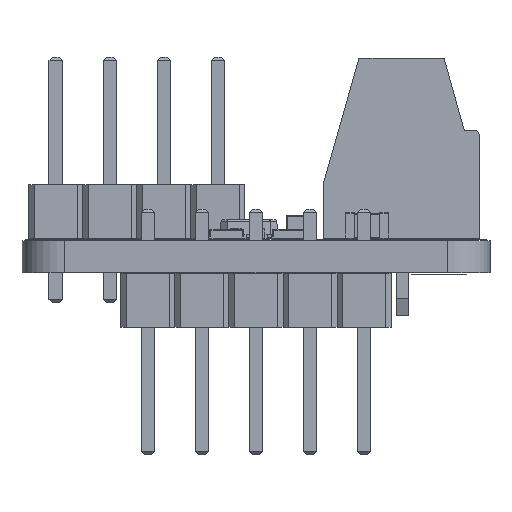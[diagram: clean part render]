
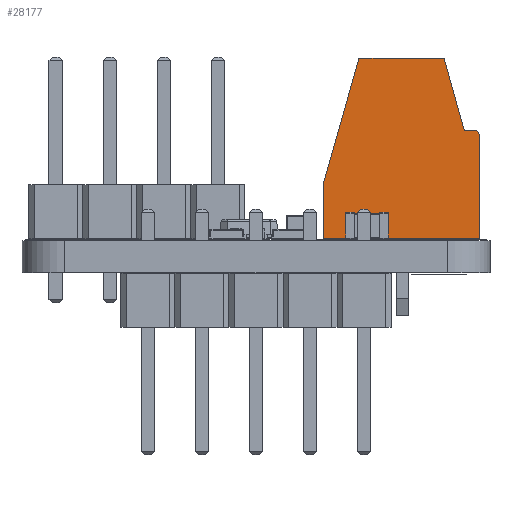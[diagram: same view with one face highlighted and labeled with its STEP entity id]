
A CAD part, front view. The second image highlights one B-rep face of the part: STEP entity #28177.
In plain terms, the highlighted face is planar.
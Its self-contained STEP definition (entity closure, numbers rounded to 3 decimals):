
#27848 = VERTEX_POINT('',#27849);
#27849 = CARTESIAN_POINT('',(0.,0.,7.3));
#27855 = EDGE_CURVE('',#27856,#27848,#27858,.T.);
#27856 = VERTEX_POINT('',#27857);
#27857 = CARTESIAN_POINT('',(0.,0.,0.));
#27858 = LINE('',#27859,#27860);
#27859 = CARTESIAN_POINT('',(0.,0.,7.3));
#27860 = VECTOR('',#27861,1.);
#27861 = DIRECTION('',(0.,-0.,1.));
#28144 = EDGE_CURVE('',#28145,#27856,#28147,.T.);
#28145 = VERTEX_POINT('',#28146);
#28146 = CARTESIAN_POINT('',(0.,2.7,0.));
#28147 = LINE('',#28148,#28149);
#28148 = CARTESIAN_POINT('',(0.,8.5,0.));
#28149 = VECTOR('',#28150,1.);
#28150 = DIRECTION('',(-0.,-1.,-0.));
#28177 = ADVANCED_FACE('',(#28178),#28229,.F.);
#28178 = FACE_BOUND('',#28179,.T.);
#28179 = EDGE_LOOP('',(#28180,#28188,#28197,#28205,#28213,#28221,#28227,
    #28228));
#28180 = ORIENTED_EDGE('',*,*,#28181,.F.);
#28181 = EDGE_CURVE('',#28182,#27848,#28184,.T.);
#28182 = VERTEX_POINT('',#28183);
#28183 = CARTESIAN_POINT('',(0.,4.9,7.3));
#28184 = LINE('',#28185,#28186);
#28185 = CARTESIAN_POINT('',(0.,8.5,7.3));
#28186 = VECTOR('',#28187,1.);
#28187 = DIRECTION('',(-0.,-1.,-0.));
#28188 = ORIENTED_EDGE('',*,*,#28189,.T.);
#28189 = EDGE_CURVE('',#28182,#28190,#28192,.T.);
#28190 = VERTEX_POINT('',#28191);
#28191 = CARTESIAN_POINT('',(0.,5.1,7.1));
#28192 = CIRCLE('',#28193,0.2);
#28193 = AXIS2_PLACEMENT_3D('',#28194,#28195,#28196);
#28194 = CARTESIAN_POINT('',(0.,4.9,7.1));
#28195 = DIRECTION('',(-1.,-0.,0.));
#28196 = DIRECTION('',(0.,0.,-1.));
#28197 = ORIENTED_EDGE('',*,*,#28198,.F.);
#28198 = EDGE_CURVE('',#28199,#28190,#28201,.T.);
#28199 = VERTEX_POINT('',#28200);
#28200 = CARTESIAN_POINT('',(0.,5.1,6.6));
#28201 = LINE('',#28202,#28203);
#28202 = CARTESIAN_POINT('',(0.,5.1,6.6));
#28203 = VECTOR('',#28204,1.);
#28204 = DIRECTION('',(0.,0.,1.));
#28205 = ORIENTED_EDGE('',*,*,#28206,.F.);
#28206 = EDGE_CURVE('',#28207,#28199,#28209,.T.);
#28207 = VERTEX_POINT('',#28208);
#28208 = CARTESIAN_POINT('',(0.,8.5,5.65));
#28209 = LINE('',#28210,#28211);
#28210 = CARTESIAN_POINT('',(0.,8.5,5.65));
#28211 = VECTOR('',#28212,1.);
#28212 = DIRECTION('',(0.,-0.963,0.269));
#28213 = ORIENTED_EDGE('',*,*,#28214,.F.);
#28214 = EDGE_CURVE('',#28215,#28207,#28217,.T.);
#28215 = VERTEX_POINT('',#28216);
#28216 = CARTESIAN_POINT('',(0.,8.5,1.65));
#28217 = LINE('',#28218,#28219);
#28218 = CARTESIAN_POINT('',(0.,8.5,7.3));
#28219 = VECTOR('',#28220,1.);
#28220 = DIRECTION('',(0.,-0.,1.));
#28221 = ORIENTED_EDGE('',*,*,#28222,.F.);
#28222 = EDGE_CURVE('',#28145,#28215,#28223,.T.);
#28223 = LINE('',#28224,#28225);
#28224 = CARTESIAN_POINT('',(0.,8.5,1.65));
#28225 = VECTOR('',#28226,1.);
#28226 = DIRECTION('',(-0.,0.962,0.274));
#28227 = ORIENTED_EDGE('',*,*,#28144,.T.);
#28228 = ORIENTED_EDGE('',*,*,#27855,.T.);
#28229 = PLANE('',#28230);
#28230 = AXIS2_PLACEMENT_3D('',#28231,#28232,#28233);
#28231 = CARTESIAN_POINT('',(0.,8.5,7.3));
#28232 = DIRECTION('',(1.,0.,0.));
#28233 = DIRECTION('',(0.,0.,-1.));
